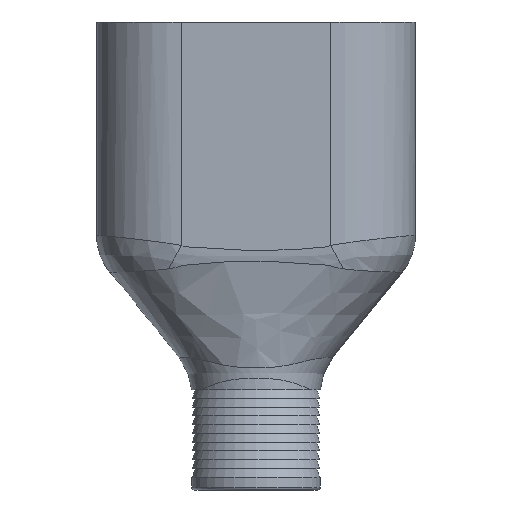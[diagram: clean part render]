
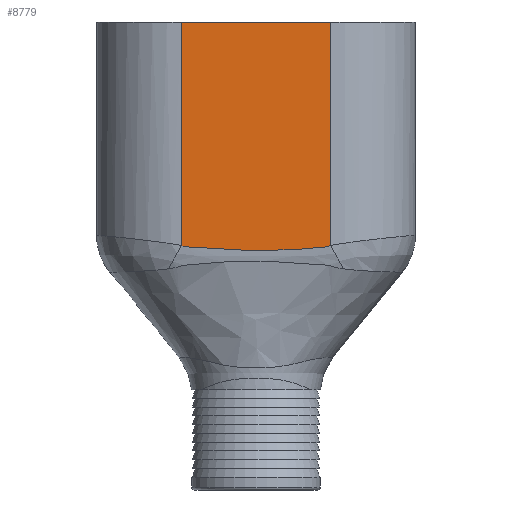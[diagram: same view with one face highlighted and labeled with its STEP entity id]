
A CAD part, front view. The second image highlights one B-rep face of the part: STEP entity #8779.
In plain terms, the highlighted planar face has unit normal (0, -1, 0).
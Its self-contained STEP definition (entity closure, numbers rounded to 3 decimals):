
#36 = CARTESIAN_POINT ( 'NONE',  ( -12.75, -14.5, -40. ) ) ;
#43 = CARTESIAN_POINT ( 'NONE',  ( 12.75, -14.5, -40. ) ) ;
#262 = EDGE_CURVE ( 'NONE', #4669, #11975, #427, .T. ) ;
#427 = LINE ( 'NONE', #43, #16904 ) ;
#532 = CARTESIAN_POINT ( 'NONE',  ( 5.339, -14.5, -38.975 ) ) ;
#2056 = CARTESIAN_POINT ( 'NONE',  ( -12.072, -14.5, -38.435 ) ) ;
#2680 = B_SPLINE_CURVE_WITH_KNOTS ( 'NONE', 3,
 ( #17852, #3478, #9114, #9205, #4544, #10531, #2056, #16429, #16144, #14819, #6161, #14726, #14919, #6064, #3393, #7680, #17665, #13571, #532, #10441, #6347, #12151, #17953, #16236, #9294, #15092, #8332, #6719, #12329, #16612, #12427, #13950 ),
 .UNSPECIFIED., .F., .F.,
 ( 4, 2, 2, 2, 2, 2, 2, 2, 2, 2, 2, 2, 2, 2, 2, 4 ),
 ( 0., 0., 0.001, 0.001, 0.002, 0.003, 0.006, 0.013, 0.016, 0.019, 0.022, 0.024, 0.024, 0.025, 0.025, 0.025 ),
 .UNSPECIFIED. ) ;
#2995 = DIRECTION ( 'NONE',  ( 0., 0., 1. ) ) ;
#3393 = CARTESIAN_POINT ( 'NONE',  ( -2.144, -14.5, -39.131 ) ) ;
#3478 = CARTESIAN_POINT ( 'NONE',  ( -12.634, -14.5, -38.246 ) ) ;
#3854 = CARTESIAN_POINT ( 'NONE',  ( 12.75, -14.5, 0. ) ) ;
#4340 = VERTEX_POINT ( 'NONE', #17786 ) ;
#4544 = CARTESIAN_POINT ( 'NONE',  ( -12.267, -14.5, -38.394 ) ) ;
#4669 = VERTEX_POINT ( 'NONE', #8410 ) ;
#5116 = VECTOR ( 'NONE', #14323, 1000. ) ;
#5505 = CARTESIAN_POINT ( 'NONE',  ( -12.75, -14.5, -38.182 ) ) ;
#5659 = CARTESIAN_POINT ( 'NONE',  ( -12.75, -14.5, 0. ) ) ;
#5761 = DIRECTION ( 'NONE',  ( 1., 0., 0. ) ) ;
#5787 = ORIENTED_EDGE ( 'NONE', *, *, #10412, .F. ) ;
#6064 = CARTESIAN_POINT ( 'NONE',  ( -4.279, -14.5, -39.046 ) ) ;
#6161 = CARTESIAN_POINT ( 'NONE',  ( -10.141, -14.5, -38.61 ) ) ;
#6347 = CARTESIAN_POINT ( 'NONE',  ( 8.539, -14.5, -38.747 ) ) ;
#6609 = AXIS2_PLACEMENT_3D ( 'NONE', #36, #17280, #5761 ) ;
#6719 = CARTESIAN_POINT ( 'NONE',  ( 12.265, -14.5, -38.395 ) ) ;
#7098 = PLANE ( 'NONE',  #6609 ) ;
#7680 = CARTESIAN_POINT ( 'NONE',  ( 1.064, -14.5, -39.132 ) ) ;
#8332 = CARTESIAN_POINT ( 'NONE',  ( 12.135, -14.5, -38.427 ) ) ;
#8410 = CARTESIAN_POINT ( 'NONE',  ( 12.75, -14.5, -38.182 ) ) ;
#8779 = ADVANCED_FACE ( 'NONE', ( #9766 ), #7098, .T. ) ;
#9114 = CARTESIAN_POINT ( 'NONE',  ( -12.515, -14.5, -38.304 ) ) ;
#9205 = CARTESIAN_POINT ( 'NONE',  ( -12.33, -14.5, -38.374 ) ) ;
#9211 = EDGE_CURVE ( 'NONE', #4340, #11975, #14134, .T. ) ;
#9212 = LINE ( 'NONE', #13488, #12118 ) ;
#9294 = CARTESIAN_POINT ( 'NONE',  ( 11.736, -14.5, -38.466 ) ) ;
#9766 = FACE_OUTER_BOUND ( 'NONE', #16855, .T. ) ;
#10412 = EDGE_CURVE ( 'NONE', #16724, #4340, #9212, .T. ) ;
#10441 = CARTESIAN_POINT ( 'NONE',  ( 7.473, -14.5, -38.832 ) ) ;
#10531 = CARTESIAN_POINT ( 'NONE',  ( -12.138, -14.5, -38.426 ) ) ;
#11975 = VERTEX_POINT ( 'NONE', #3854 ) ;
#12118 = VECTOR ( 'NONE', #12247, 1000. ) ;
#12151 = CARTESIAN_POINT ( 'NONE',  ( 10.138, -14.5, -38.61 ) ) ;
#12247 = DIRECTION ( 'NONE',  ( 0., 0., 1. ) ) ;
#12329 = CARTESIAN_POINT ( 'NONE',  ( 12.328, -14.5, -38.374 ) ) ;
#12427 = CARTESIAN_POINT ( 'NONE',  ( 12.633, -14.5, -38.246 ) ) ;
#12897 = EDGE_CURVE ( 'NONE', #16724, #4669, #2680, .T. ) ;
#13488 = CARTESIAN_POINT ( 'NONE',  ( -12.75, -14.5, -40. ) ) ;
#13571 = CARTESIAN_POINT ( 'NONE',  ( 4.272, -14.5, -39.033 ) ) ;
#13950 = CARTESIAN_POINT ( 'NONE',  ( 12.75, -14.5, -38.182 ) ) ;
#14134 = LINE ( 'NONE', #5659, #5116 ) ;
#14323 = DIRECTION ( 'NONE',  ( 1., 0., 0. ) ) ;
#14726 = CARTESIAN_POINT ( 'NONE',  ( -8.543, -14.5, -38.747 ) ) ;
#14819 = CARTESIAN_POINT ( 'NONE',  ( -10.674, -14.5, -38.562 ) ) ;
#14919 = CARTESIAN_POINT ( 'NONE',  ( -7.478, -14.5, -38.832 ) ) ;
#15030 = ORIENTED_EDGE ( 'NONE', *, *, #9211, .F. ) ;
#15092 = CARTESIAN_POINT ( 'NONE',  ( 12.068, -14.5, -38.436 ) ) ;
#16144 = CARTESIAN_POINT ( 'NONE',  ( -11.473, -14.5, -38.49 ) ) ;
#16236 = CARTESIAN_POINT ( 'NONE',  ( 11.469, -14.5, -38.49 ) ) ;
#16429 = CARTESIAN_POINT ( 'NONE',  ( -11.739, -14.5, -38.466 ) ) ;
#16612 = CARTESIAN_POINT ( 'NONE',  ( 12.514, -14.5, -38.304 ) ) ;
#16724 = VERTEX_POINT ( 'NONE', #5505 ) ;
#16855 = EDGE_LOOP ( 'NONE', ( #5787, #17623, #18285, #15030 ) ) ;
#16904 = VECTOR ( 'NONE', #2995, 1000. ) ;
#17280 = DIRECTION ( 'NONE',  ( 0., -1., 0. ) ) ;
#17623 = ORIENTED_EDGE ( 'NONE', *, *, #12897, .T. ) ;
#17665 = CARTESIAN_POINT ( 'NONE',  ( 2.134, -14.5, -39.111 ) ) ;
#17786 = CARTESIAN_POINT ( 'NONE',  ( -12.75, -14.5, 0. ) ) ;
#17852 = CARTESIAN_POINT ( 'NONE',  ( -12.75, -14.5, -38.182 ) ) ;
#17953 = CARTESIAN_POINT ( 'NONE',  ( 10.67, -14.5, -38.563 ) ) ;
#18285 = ORIENTED_EDGE ( 'NONE', *, *, #262, .T. ) ;
